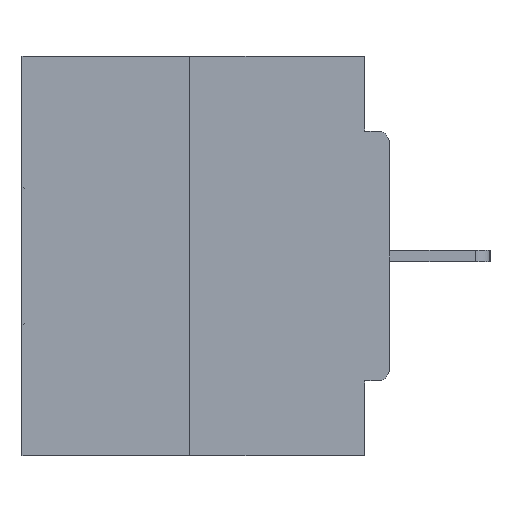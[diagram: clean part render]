
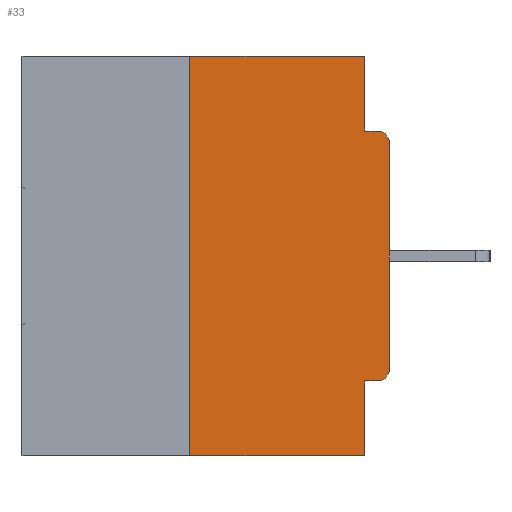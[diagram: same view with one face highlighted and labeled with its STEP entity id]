
A CAD part, left-side view. The second image highlights one B-rep face of the part: STEP entity #33.
In plain terms, the highlighted planar face has unit normal (-1, 0, 0).
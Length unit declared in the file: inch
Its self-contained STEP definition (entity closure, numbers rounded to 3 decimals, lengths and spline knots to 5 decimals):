
#33 = ADVANCED_FACE ( 'NONE', ( #7356 ), #19696, .F. ) ;
#188 = CARTESIAN_POINT ( 'NONE',  ( 0., 0.015, -0.4065 ) ) ;
#683 = LINE ( 'NONE', #17056, #13279 ) ;
#3302 = CARTESIAN_POINT ( 'NONE',  ( 0., 0.031, -0.4065 ) ) ;
#3465 = CARTESIAN_POINT ( 'NONE',  ( 0., 0.015, -0.0935 ) ) ;
#4322 = AXIS2_PLACEMENT_3D ( 'NONE', #19303, #19165, #19131 ) ;
#5207 = LINE ( 'NONE', #28266, #18610 ) ;
#5231 = CARTESIAN_POINT ( 'NONE',  ( 0., 0.031, 0. ) ) ;
#6398 = DIRECTION ( 'NONE',  ( 0., -1., 0. ) ) ;
#6588 = CARTESIAN_POINT ( 'NONE',  ( 0., 0., 0. ) ) ;
#6986 = DIRECTION ( 'NONE',  ( 0., 0., -1. ) ) ;
#7000 = CARTESIAN_POINT ( 'NONE',  ( 0., 0.25, 0. ) ) ;
#7356 = FACE_OUTER_BOUND ( 'NONE', #17234, .T. ) ;
#7882 = VECTOR ( 'NONE', #30845, 39.37008 ) ;
#8455 = ORIENTED_EDGE ( 'NONE', *, *, #14204, .F. ) ;
#8557 = CIRCLE ( 'NONE', #19249, 0.015 ) ;
#8827 = VERTEX_POINT ( 'NONE', #22412 ) ;
#9270 = CARTESIAN_POINT ( 'NONE',  ( 0., 0.25, 0. ) ) ;
#9516 = DIRECTION ( 'NONE',  ( 0., 0., -1. ) ) ;
#9682 = CARTESIAN_POINT ( 'NONE',  ( 0., 0.015, -0.1085 ) ) ;
#9759 = DIRECTION ( 'NONE',  ( 0., -1., 0. ) ) ;
#10469 = CARTESIAN_POINT ( 'NONE',  ( 0., 0.015, -0.3915 ) ) ;
#10964 = EDGE_CURVE ( 'NONE', #32364, #26575, #14418, .T. ) ;
#11182 = AXIS2_PLACEMENT_3D ( 'NONE', #9682, #28198, #12373 ) ;
#11186 = CARTESIAN_POINT ( 'NONE',  ( 0., 0.031, -0.5 ) ) ;
#11418 = ORIENTED_EDGE ( 'NONE', *, *, #22378, .T. ) ;
#11578 = EDGE_CURVE ( 'NONE', #30287, #31382, #16429, .T. ) ;
#12373 = DIRECTION ( 'NONE',  ( 0., 0., -1. ) ) ;
#13127 = DIRECTION ( 'NONE',  ( 0., 0., -1. ) ) ;
#13279 = VECTOR ( 'NONE', #6398, 39.37008 ) ;
#13853 = CARTESIAN_POINT ( 'NONE',  ( 0., 0.46, -0.5 ) ) ;
#13872 = VERTEX_POINT ( 'NONE', #188 ) ;
#14204 = EDGE_CURVE ( 'NONE', #23002, #20474, #25275, .T. ) ;
#14418 = LINE ( 'NONE', #7000, #27626 ) ;
#14793 = EDGE_CURVE ( 'NONE', #8827, #30287, #18640, .T. ) ;
#15131 = CARTESIAN_POINT ( 'NONE',  ( 0., 0., -0.4065 ) ) ;
#15260 = VERTEX_POINT ( 'NONE', #3302 ) ;
#16199 = VECTOR ( 'NONE', #9516, 39.37008 ) ;
#16429 = CIRCLE ( 'NONE', #11182, 0.015 ) ;
#16575 = VECTOR ( 'NONE', #6986, 39.37008 ) ;
#16817 = ORIENTED_EDGE ( 'NONE', *, *, #26387, .T. ) ;
#17056 = CARTESIAN_POINT ( 'NONE',  ( 0., 0., -0.0935 ) ) ;
#17234 = EDGE_LOOP ( 'NONE', ( #22219, #29178, #16817, #23885, #30783, #11418, #25507, #20193, #27166, #8455 ) ) ;
#17358 = DIRECTION ( 'NONE',  ( 0., 0., 1. ) ) ;
#17484 = LINE ( 'NONE', #13853, #29796 ) ;
#17630 = CARTESIAN_POINT ( 'NONE',  ( 0., 0.031, 0. ) ) ;
#18610 = VECTOR ( 'NONE', #9759, 39.37008 ) ;
#18640 = LINE ( 'NONE', #6588, #24805 ) ;
#19131 = DIRECTION ( 'NONE',  ( 0., 0., -1. ) ) ;
#19165 = DIRECTION ( 'NONE',  ( 1., 0., 0. ) ) ;
#19249 = AXIS2_PLACEMENT_3D ( 'NONE', #10469, #28942, #13127 ) ;
#19303 = CARTESIAN_POINT ( 'NONE',  ( 0., 0.46, 0. ) ) ;
#19696 = PLANE ( 'NONE',  #4322 ) ;
#19922 = CARTESIAN_POINT ( 'NONE',  ( 0., 0., -0.1085 ) ) ;
#20193 = ORIENTED_EDGE ( 'NONE', *, *, #11578, .T. ) ;
#20474 = VERTEX_POINT ( 'NONE', #32096 ) ;
#21116 = EDGE_CURVE ( 'NONE', #20474, #31382, #683, .T. ) ;
#22070 = LINE ( 'NONE', #15131, #7882 ) ;
#22219 = ORIENTED_EDGE ( 'NONE', *, *, #28868, .F. ) ;
#22378 = EDGE_CURVE ( 'NONE', #13872, #8827, #8557, .T. ) ;
#22412 = CARTESIAN_POINT ( 'NONE',  ( 0., 0., -0.3915 ) ) ;
#22965 = DIRECTION ( 'NONE',  ( 0., 0., 1. ) ) ;
#23002 = VERTEX_POINT ( 'NONE', #5231 ) ;
#23885 = ORIENTED_EDGE ( 'NONE', *, *, #26604, .F. ) ;
#24612 = VERTEX_POINT ( 'NONE', #11186 ) ;
#24805 = VECTOR ( 'NONE', #17358, 39.37008 ) ;
#25275 = LINE ( 'NONE', #17630, #16575 ) ;
#25507 = ORIENTED_EDGE ( 'NONE', *, *, #14793, .T. ) ;
#26387 = EDGE_CURVE ( 'NONE', #32364, #24612, #17484, .T. ) ;
#26575 = VERTEX_POINT ( 'NONE', #9270 ) ;
#26604 = EDGE_CURVE ( 'NONE', #15260, #24612, #30194, .T. ) ;
#26645 = EDGE_CURVE ( 'NONE', #13872, #15260, #22070, .T. ) ;
#27041 = DIRECTION ( 'NONE',  ( 0., -1., 0. ) ) ;
#27166 = ORIENTED_EDGE ( 'NONE', *, *, #21116, .F. ) ;
#27626 = VECTOR ( 'NONE', #22965, 39.37008 ) ;
#28198 = DIRECTION ( 'NONE',  ( -1., 0., 0. ) ) ;
#28266 = CARTESIAN_POINT ( 'NONE',  ( 0., 0.46, 0. ) ) ;
#28868 = EDGE_CURVE ( 'NONE', #26575, #23002, #5207, .T. ) ;
#28942 = DIRECTION ( 'NONE',  ( -1., 0., 0. ) ) ;
#29178 = ORIENTED_EDGE ( 'NONE', *, *, #10964, .F. ) ;
#29796 = VECTOR ( 'NONE', #27041, 39.37008 ) ;
#30194 = LINE ( 'NONE', #33238, #16199 ) ;
#30287 = VERTEX_POINT ( 'NONE', #19922 ) ;
#30783 = ORIENTED_EDGE ( 'NONE', *, *, #26645, .F. ) ;
#30845 = DIRECTION ( 'NONE',  ( 0., 1., 0. ) ) ;
#31378 = CARTESIAN_POINT ( 'NONE',  ( 0., 0.25, -0.5 ) ) ;
#31382 = VERTEX_POINT ( 'NONE', #3465 ) ;
#32096 = CARTESIAN_POINT ( 'NONE',  ( 0., 0.031, -0.0935 ) ) ;
#32364 = VERTEX_POINT ( 'NONE', #31378 ) ;
#33238 = CARTESIAN_POINT ( 'NONE',  ( 0., 0.031, -0.5 ) ) ;
